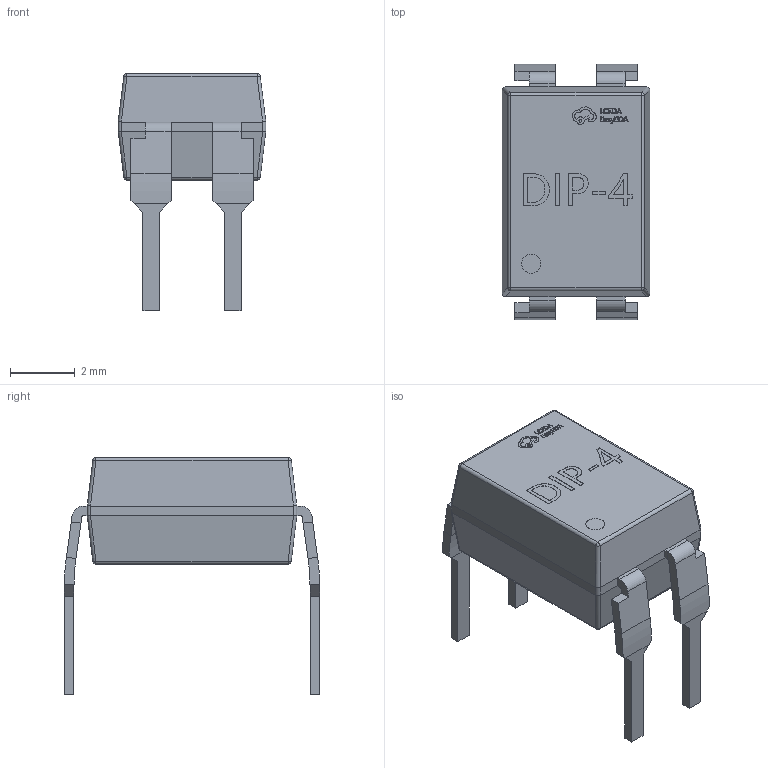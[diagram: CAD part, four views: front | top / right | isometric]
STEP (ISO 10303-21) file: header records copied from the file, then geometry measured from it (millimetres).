
FILE_DESCRIPTION (( 'STEP AP214' ), '1' );
FILE_NAME ('DIP-4_L4.6-W6.5-H3.5-LS7.62-P2.54.step', '2022-06-21T14:08:31', ( '' ), ( '' ), 'SwSTEP 2.0', 'SolidWorks 2020', '' );
FILE_SCHEMA (( 'AUTOMOTIVE_DESIGN' ));
Length unit declared in the file: millimetre
Products named in the file (1): DIP-4_L4.6-W6.5-H3.5-LS7.62-P2.54
Bounding box: 4.58 x 7.92 x 7.36 mm (x, y, z)
Volume: 97.9 mm3; surface area: 174.6 mm2
Topology: 1 solids, 1 shells, 469 faces, 1227 edges, 794 vertices
Faces by surface type: plane 301, bspline 122, cylinder 38, sphere 8
Entity records: 21182 total; most frequent: CARTESIAN_POINT 5397, ORIENTED_EDGE 2454, DIRECTION 1695, EDGE_CURVE 1227, VECTOR 879, LINE 879, VERTEX_POINT 794, EDGE_LOOP 503
